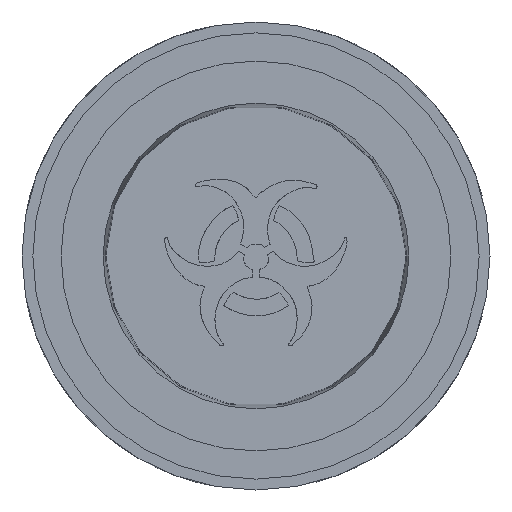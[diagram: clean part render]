
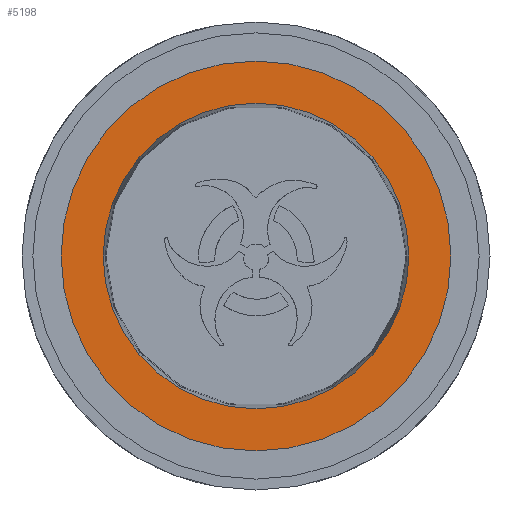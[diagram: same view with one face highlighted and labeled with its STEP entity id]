
A CAD part, front view. The second image highlights one B-rep face of the part: STEP entity #5198.
In plain terms, the highlighted planar face has unit normal (0, -1, 0).
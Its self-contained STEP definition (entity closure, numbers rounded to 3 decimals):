
#673=FACE_BOUND('',#1073,.T.);
#768=FACE_OUTER_BOUND('',#1072,.T.);
#1072=EDGE_LOOP('',(#3608));
#1073=EDGE_LOOP('',(#3609));
#1391=CIRCLE('',#5549,35.9);
#1392=CIRCLE('',#5551,28.15);
#2210=VERTEX_POINT('',#6661);
#2211=VERTEX_POINT('',#6665);
#2757=EDGE_CURVE('',#2210,#2210,#1391,.T.);
#2759=EDGE_CURVE('',#2211,#2211,#1392,.T.);
#3608=ORIENTED_EDGE('',*,*,#2757,.T.);
#3609=ORIENTED_EDGE('',*,*,#2759,.F.);
#5102=PLANE('',#5550);
#5198=ADVANCED_FACE('',(#768,#673),#5102,.T.);
#5549=AXIS2_PLACEMENT_3D('',#6662,#5858,#5859);
#5550=AXIS2_PLACEMENT_3D('',#6664,#5861,#5862);
#5551=AXIS2_PLACEMENT_3D('',#6666,#5863,#5864);
#5858=DIRECTION('center_axis',(0.,-1.,0.));
#5859=DIRECTION('ref_axis',(1.,0.,0.));
#5861=DIRECTION('center_axis',(0.,-1.,0.));
#5862=DIRECTION('ref_axis',(0.,0.,-1.));
#5863=DIRECTION('center_axis',(0.,-1.,0.));
#5864=DIRECTION('ref_axis',(1.,0.,0.));
#6661=CARTESIAN_POINT('',(-35.9,0.,0.));
#6662=CARTESIAN_POINT('Origin',(0.,0.,
0.));
#6664=CARTESIAN_POINT('Origin',(28.15,0.,0.));
#6665=CARTESIAN_POINT('',(-28.15,0.,0.));
#6666=CARTESIAN_POINT('Origin',(0.,0.,
0.));
